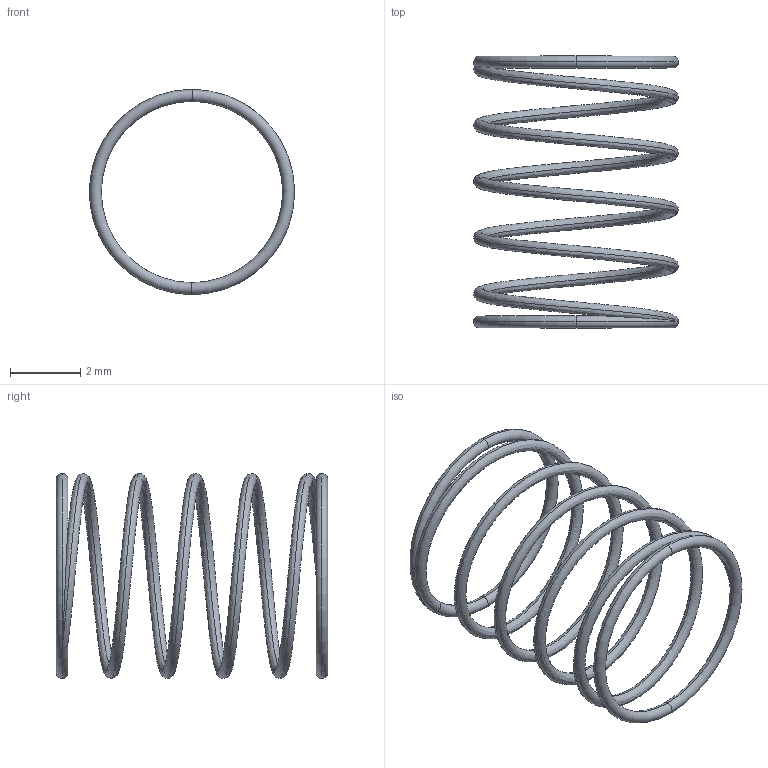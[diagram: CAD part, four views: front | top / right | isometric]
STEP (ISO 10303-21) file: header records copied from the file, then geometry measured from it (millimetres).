
FILE_DESCRIPTION (( 'STEP AP203' ), '1' );
FILE_NAME ('8mm M5 spring.STEP', '2025-12-15T04:07:03', ( '' ), ( '' ), 'SwSTEP 2.0', 'SolidWorks 2023', '' );
FILE_SCHEMA (( 'CONFIG_CONTROL_DESIGN' ));
Length unit declared in the file: millimetre
Products named in the file (1): 8mm M5 spring
Bounding box: 5.84 x 7.74 x 5.84 mm (x, y, z)
Volume: 9.8 mm3; surface area: 116.1 mm2
Topology: 1 solids, 1 shells, 12 faces, 26 edges, 12 vertices
Faces by surface type: torus 10, bspline 2
Entity records: 1655 total; most frequent: CARTESIAN_POINT 1317, DIRECTION 66, ORIENTED_EDGE 52, AXIS2_PLACEMENT_3D 33, EDGE_CURVE 26, CIRCLE 22, FACE_OUTER_BOUND 12, EDGE_LOOP 12
